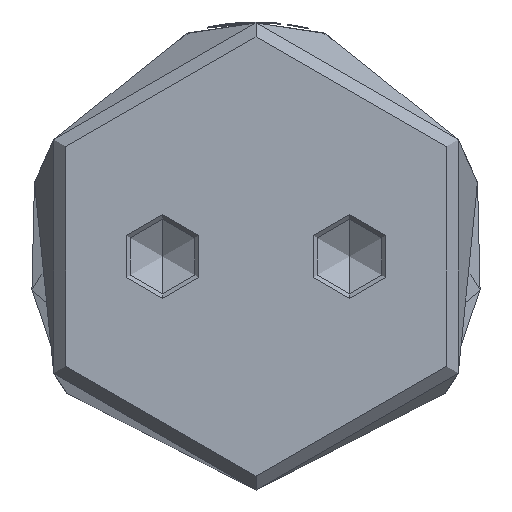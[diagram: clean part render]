
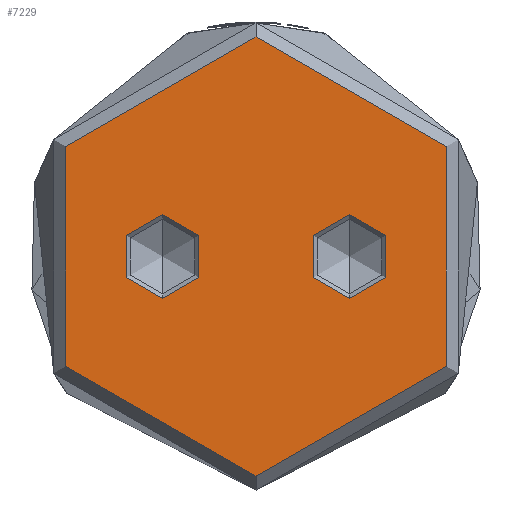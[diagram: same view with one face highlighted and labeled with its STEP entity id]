
A CAD part, front view. The second image highlights one B-rep face of the part: STEP entity #7229.
In plain terms, the highlighted face is planar.
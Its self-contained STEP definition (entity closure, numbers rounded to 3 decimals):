
#103 = DIRECTION ( 'NONE',  ( 0., 0., 1. ) ) ;
#177 = AXIS2_PLACEMENT_3D ( 'NONE', #1136, #5122, #1692 ) ;
#223 = ORIENTED_EDGE ( 'NONE', *, *, #2393, .T. ) ;
#403 = EDGE_LOOP ( 'NONE', ( #7306, #223 ) ) ;
#406 = AXIS2_PLACEMENT_3D ( 'NONE', #6256, #2821, #6830 ) ;
#668 = CIRCLE ( 'NONE', #406, 23.5 ) ;
#706 = CARTESIAN_POINT ( 'NONE',  ( 4.5, 10., 0. ) ) ;
#824 = CIRCLE ( 'NONE', #6360, 23.5 ) ;
#1136 = CARTESIAN_POINT ( 'NONE',  ( 0., 10., 0. ) ) ;
#1692 = DIRECTION ( 'NONE',  ( 1., 0., 0. ) ) ;
#1943 = CIRCLE ( 'NONE', #4855, 4.5 ) ;
#2022 = CARTESIAN_POINT ( 'NONE',  ( 0., 0., 0. ) ) ;
#2054 = FACE_BOUND ( 'NONE', #403, .T. ) ;
#2167 = VERTEX_POINT ( 'NONE', #4176 ) ;
#2282 = CARTESIAN_POINT ( 'NONE',  ( -4.5, 10., 0. ) ) ;
#2393 = EDGE_CURVE ( 'NONE', #4754, #6761, #1943, .T. ) ;
#2571 = VERTEX_POINT ( 'NONE', #2282 ) ;
#2607 = CARTESIAN_POINT ( 'NONE',  ( 0., -10., 0. ) ) ;
#2630 = VERTEX_POINT ( 'NONE', #4909 ) ;
#2632 = EDGE_CURVE ( 'NONE', #6761, #4754, #5866, .T. ) ;
#2821 = DIRECTION ( 'NONE',  ( 0., 0., 1. ) ) ;
#2933 = CARTESIAN_POINT ( 'NONE',  ( -4.5, -10., 0. ) ) ;
#2953 = FACE_OUTER_BOUND ( 'NONE', #5236, .T. ) ;
#2971 = DIRECTION ( 'NONE',  ( 0., 0., 1. ) ) ;
#2989 = ORIENTED_EDGE ( 'NONE', *, *, #7082, .T. ) ;
#3183 = DIRECTION ( 'NONE',  ( 1., 0., 0. ) ) ;
#3217 = DIRECTION ( 'NONE',  ( 0., 0., -1. ) ) ;
#3530 = CARTESIAN_POINT ( 'NONE',  ( 0., 10., 0. ) ) ;
#3759 = DIRECTION ( 'NONE',  ( -1., 0., 0. ) ) ;
#3779 = AXIS2_PLACEMENT_3D ( 'NONE', #3530, #103, #4098 ) ;
#3872 = EDGE_LOOP ( 'NONE', ( #4042, #4393 ) ) ;
#3878 = EDGE_CURVE ( 'NONE', #2571, #5109, #4418, .T. ) ;
#4042 = ORIENTED_EDGE ( 'NONE', *, *, #5060, .F. ) ;
#4098 = DIRECTION ( 'NONE',  ( 1., 0., 0. ) ) ;
#4124 = EDGE_CURVE ( 'NONE', #2630, #2167, #668, .T. ) ;
#4176 = CARTESIAN_POINT ( 'NONE',  ( -23.5, 0., 0. ) ) ;
#4393 = ORIENTED_EDGE ( 'NONE', *, *, #3878, .F. ) ;
#4418 = CIRCLE ( 'NONE', #177, 4.5 ) ;
#4754 = VERTEX_POINT ( 'NONE', #2933 ) ;
#4855 = AXIS2_PLACEMENT_3D ( 'NONE', #2607, #6613, #3183 ) ;
#4909 = CARTESIAN_POINT ( 'NONE',  ( 23.5, 0., 0. ) ) ;
#5060 = EDGE_CURVE ( 'NONE', #5109, #2571, #6627, .T. ) ;
#5104 = FACE_BOUND ( 'NONE', #3872, .T. ) ;
#5109 = VERTEX_POINT ( 'NONE', #706 ) ;
#5122 = DIRECTION ( 'NONE',  ( 0., 0., 1. ) ) ;
#5236 = EDGE_LOOP ( 'NONE', ( #2989, #5852 ) ) ;
#5852 = ORIENTED_EDGE ( 'NONE', *, *, #4124, .T. ) ;
#5866 = CIRCLE ( 'NONE', #5874, 4.5 ) ;
#5874 = AXIS2_PLACEMENT_3D ( 'NONE', #6650, #3217, #7200 ) ;
#6022 = PLANE ( 'NONE',  #6974 ) ;
#6256 = CARTESIAN_POINT ( 'NONE',  ( 0., 0., 0. ) ) ;
#6293 = CARTESIAN_POINT ( 'NONE',  ( 4.5, -10., 0. ) ) ;
#6360 = AXIS2_PLACEMENT_3D ( 'NONE', #6426, #2971, #6971 ) ;
#6426 = CARTESIAN_POINT ( 'NONE',  ( 0., 0., 0. ) ) ;
#6613 = DIRECTION ( 'NONE',  ( 0., 0., -1. ) ) ;
#6627 = CIRCLE ( 'NONE', #3779, 4.5 ) ;
#6650 = CARTESIAN_POINT ( 'NONE',  ( 0., -10., 0. ) ) ;
#6761 = VERTEX_POINT ( 'NONE', #6293 ) ;
#6830 = DIRECTION ( 'NONE',  ( 1., 0., 0. ) ) ;
#6971 = DIRECTION ( 'NONE',  ( 1., 0., 0. ) ) ;
#6974 = AXIS2_PLACEMENT_3D ( 'NONE', #2022, #7152, #3759 ) ;
#7082 = EDGE_CURVE ( 'NONE', #2167, #2630, #824, .T. ) ;
#7152 = DIRECTION ( 'NONE',  ( 0., 0., -1. ) ) ;
#7200 = DIRECTION ( 'NONE',  ( 1., 0., 0. ) ) ;
#7229 = ADVANCED_FACE ( 'NONE', ( #2953, #5104, #2054 ), #6022, .F. ) ;
#7306 = ORIENTED_EDGE ( 'NONE', *, *, #2632, .T. ) ;
